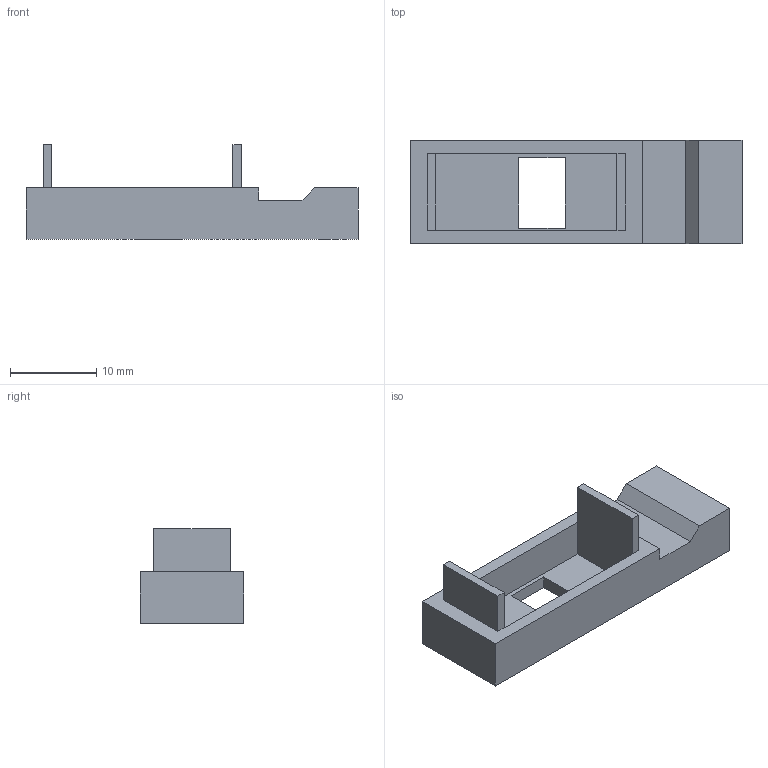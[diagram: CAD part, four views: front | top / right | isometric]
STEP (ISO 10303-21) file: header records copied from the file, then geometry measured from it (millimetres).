
FILE_DESCRIPTION (( 'STEP AP214' ), '1' );
FILE_NAME ('閡僅換覜ん奻裔.STEP', '2025-05-27T10:38:28', ( '' ), ( '' ), 'SwSTEP 2.0', 'SolidWorks 2022', '' );
FILE_SCHEMA (( 'AUTOMOTIVE_DESIGN' ));
Length unit declared in the file: millimetre
Products named in the file (1): 閡僅換覜ん奻裔
Bounding box: 38.5 x 12 x 11 mm (x, y, z)
Volume: 1814.2 mm3; surface area: 1992.5 mm2
Topology: 1 solids, 1 shells, 30 faces, 78 edges, 52 vertices
Faces by surface type: plane 28, cylinder 2
Entity records: 944 total; most frequent: CARTESIAN_POINT 161, ORIENTED_EDGE 156, DIRECTION 144, EDGE_CURVE 78, LINE 74, VECTOR 74, VERTEX_POINT 52, AXIS2_PLACEMENT_3D 35
